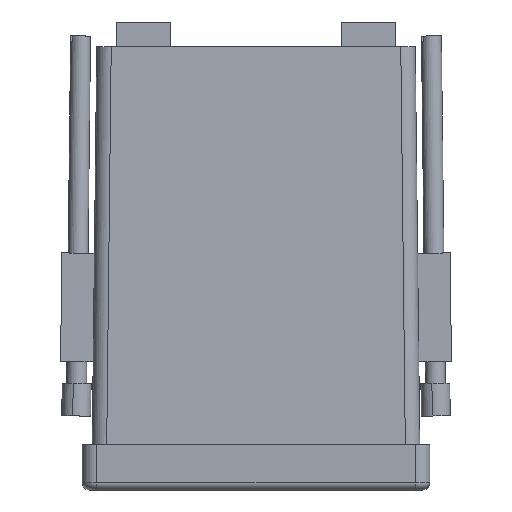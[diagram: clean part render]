
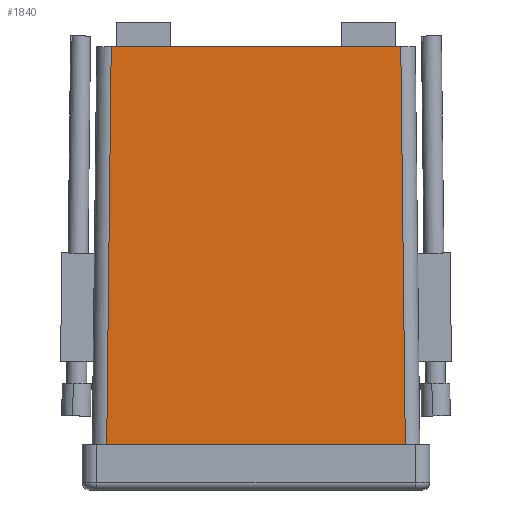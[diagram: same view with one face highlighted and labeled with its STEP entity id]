
A CAD part, front view. The second image highlights one B-rep face of the part: STEP entity #1840.
In plain terms, the highlighted planar face has unit normal (0, -1, 0.011).
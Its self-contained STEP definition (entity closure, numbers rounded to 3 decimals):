
#1840 = ADVANCED_FACE ( 'NONE', ( #13542 ), #15629, .T. ) ;
#4255 = VECTOR ( 'NONE', #7834, 1000. ) ;
#4322 = EDGE_LOOP ( 'NONE', ( #14499, #12987, #20998, #20283 ) ) ;
#4951 = DIRECTION ( 'NONE',  ( 0., -0.011, -1. ) ) ;
#4995 = VERTEX_POINT ( 'NONE', #14741 ) ;
#4999 = EDGE_CURVE ( 'NONE', #4995, #8497, #10219, .T. ) ;
#5398 = CARTESIAN_POINT ( 'NONE',  ( -41.25, -45.25, -110. ) ) ;
#5858 = DIRECTION ( 'NONE',  ( -0.011, -0.011, -1. ) ) ;
#5882 = EDGE_CURVE ( 'NONE', #8821, #9183, #23109, .T. ) ;
#7834 = DIRECTION ( 'NONE',  ( 1., 0., 0. ) ) ;
#8497 = VERTEX_POINT ( 'NONE', #5398 ) ;
#8821 = VERTEX_POINT ( 'NONE', #20952 ) ;
#9183 = VERTEX_POINT ( 'NONE', #9481 ) ;
#9481 = CARTESIAN_POINT ( 'NONE',  ( 40., -44., 0. ) ) ;
#9521 = CARTESIAN_POINT ( 'NONE',  ( -40.001, -44.001, -0.045 ) ) ;
#10219 = LINE ( 'NONE', #9521, #14158 ) ;
#10828 = AXIS2_PLACEMENT_3D ( 'NONE', #17213, #15704, #4951 ) ;
#11367 = DIRECTION ( 'NONE',  ( -0.011, 0.011, 1. ) ) ;
#12987 = ORIENTED_EDGE ( 'NONE', *, *, #5882, .T. ) ;
#13091 = CARTESIAN_POINT ( 'NONE',  ( 39.989, -43.989, 0.954 ) ) ;
#13216 = CARTESIAN_POINT ( 'NONE',  ( -44., -45.25, -110. ) ) ;
#13542 = FACE_OUTER_BOUND ( 'NONE', #4322, .T. ) ;
#14158 = VECTOR ( 'NONE', #5858, 1000. ) ;
#14499 = ORIENTED_EDGE ( 'NONE', *, *, #22767, .T. ) ;
#14741 = CARTESIAN_POINT ( 'NONE',  ( -40., -44., 0. ) ) ;
#15629 = PLANE ( 'NONE',  #10828 ) ;
#15704 = DIRECTION ( 'NONE',  ( 0., -1., 0.011 ) ) ;
#16365 = VECTOR ( 'NONE', #22221, 1000. ) ;
#17097 = EDGE_CURVE ( 'NONE', #4995, #9183, #21175, .T. ) ;
#17213 = CARTESIAN_POINT ( 'NONE',  ( -44., -44., 0. ) ) ;
#17431 = LINE ( 'NONE', #13216, #4255 ) ;
#20283 = ORIENTED_EDGE ( 'NONE', *, *, #4999, .T. ) ;
#20417 = CARTESIAN_POINT ( 'NONE',  ( -44., -44., 0. ) ) ;
#20952 = CARTESIAN_POINT ( 'NONE',  ( 41.25, -45.25, -110. ) ) ;
#20998 = ORIENTED_EDGE ( 'NONE', *, *, #17097, .F. ) ;
#21175 = LINE ( 'NONE', #20417, #16365 ) ;
#22221 = DIRECTION ( 'NONE',  ( 1., 0., 0. ) ) ;
#22545 = VECTOR ( 'NONE', #11367, 1000. ) ;
#22767 = EDGE_CURVE ( 'NONE', #8497, #8821, #17431, .T. ) ;
#23109 = LINE ( 'NONE', #13091, #22545 ) ;
